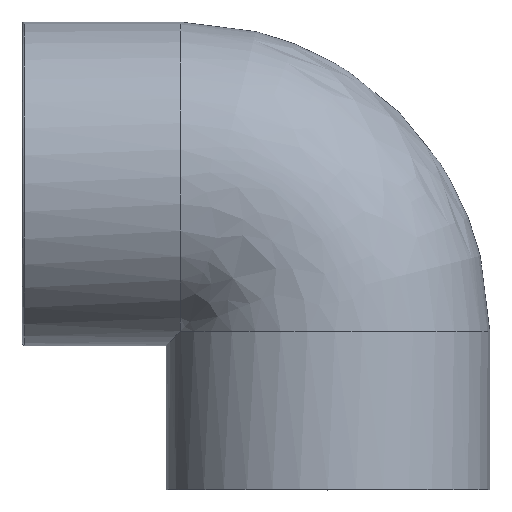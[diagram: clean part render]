
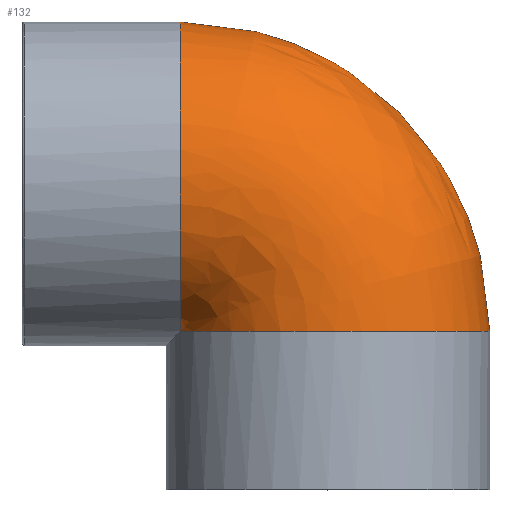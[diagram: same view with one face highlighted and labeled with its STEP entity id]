
A CAD part, top view. The second image highlights one B-rep face of the part: STEP entity #132.
In plain terms, the highlighted free-form (B-spline) face has degree [2, 2] with [9, 3] control points.
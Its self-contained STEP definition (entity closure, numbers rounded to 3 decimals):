
#16=(
BOUNDED_SURFACE()
B_SPLINE_SURFACE(2,2,((#226,#227,#228),(#229,#230,#231),(#232,#233,#234),
(#235,#236,#237),(#238,#239,#240),(#241,#242,#243),(#244,#245,#246),(#247,
#248,#249),(#250,#251,#252)),.UNSPECIFIED.,.F.,.F.,.F.)
B_SPLINE_SURFACE_WITH_KNOTS((3,2,2,2,3),(3,3),(-2.717,-1.358,
0.,1.358,2.717),(1.571,3.142),
 .UNSPECIFIED.)
GEOMETRIC_REPRESENTATION_ITEM()
RATIONAL_B_SPLINE_SURFACE(((1.,0.707,1.),(0.778,
0.55,0.778),(1.,0.707,1.),(0.778,
0.55,0.778),(1.,0.707,1.),(0.778,
0.55,0.778),(1.,0.707,1.),(0.778,
0.55,0.778),(1.,0.707,1.)))
REPRESENTATION_ITEM('')
SURFACE()
);
#40=FACE_OUTER_BOUND('',#56,.T.);
#56=EDGE_LOOP('',(#111,#112));
#73=CIRCLE('',#151,45.);
#74=CIRCLE('',#152,45.);
#84=VERTEX_POINT('',#253);
#85=VERTEX_POINT('',#254);
#95=EDGE_CURVE('',#84,#85,#73,.T.);
#96=EDGE_CURVE('',#85,#84,#74,.T.);
#111=ORIENTED_EDGE('',*,*,#95,.T.);
#112=ORIENTED_EDGE('',*,*,#96,.T.);
#132=ADVANCED_FACE('',(#40),#16,.F.);
#151=AXIS2_PLACEMENT_3D('',#255,#186,#187);
#152=AXIS2_PLACEMENT_3D('',#256,#188,#189);
#186=DIRECTION('center_axis',(1.,0.,0.));
#187=DIRECTION('ref_axis',(0.,0.,-1.));
#188=DIRECTION('center_axis',(0.,1.,0.));
#189=DIRECTION('ref_axis',(0.,0.,-1.));
#226=CARTESIAN_POINT('Ctrl Pts',(-41.,-41.,18.547));
#227=CARTESIAN_POINT('Ctrl Pts',(-41.,-41.,18.547));
#228=CARTESIAN_POINT('Ctrl Pts',(-41.,-41.,18.547));
#229=CARTESIAN_POINT('Ctrl Pts',(-41.,-26.026,51.648));
#230=CARTESIAN_POINT('Ctrl Pts',(-26.026,-26.026,51.648));
#231=CARTESIAN_POINT('Ctrl Pts',(-26.026,-41.,51.648));
#232=CARTESIAN_POINT('Ctrl Pts',(-41.,9.487,43.989));
#233=CARTESIAN_POINT('Ctrl Pts',(9.487,9.487,43.989));
#234=CARTESIAN_POINT('Ctrl Pts',(9.487,-41.,43.989));
#235=CARTESIAN_POINT('Ctrl Pts',(-41.,45.,36.33));
#236=CARTESIAN_POINT('Ctrl Pts',(45.,45.,36.33));
#237=CARTESIAN_POINT('Ctrl Pts',(45.,-41.,36.33));
#238=CARTESIAN_POINT('Ctrl Pts',(-41.,45.,0.));
#239=CARTESIAN_POINT('Ctrl Pts',(45.,45.,0.));
#240=CARTESIAN_POINT('Ctrl Pts',(45.,-41.,0.));
#241=CARTESIAN_POINT('Ctrl Pts',(-41.,45.,-36.33));
#242=CARTESIAN_POINT('Ctrl Pts',(45.,45.,-36.33));
#243=CARTESIAN_POINT('Ctrl Pts',(45.,-41.,-36.33));
#244=CARTESIAN_POINT('Ctrl Pts',(-41.,9.487,-43.989));
#245=CARTESIAN_POINT('Ctrl Pts',(9.487,9.487,-43.989));
#246=CARTESIAN_POINT('Ctrl Pts',(9.487,-41.,-43.989));
#247=CARTESIAN_POINT('Ctrl Pts',(-41.,-26.026,-51.648));
#248=CARTESIAN_POINT('Ctrl Pts',(-26.026,-26.026,-51.648));
#249=CARTESIAN_POINT('Ctrl Pts',(-26.026,-41.,-51.648));
#250=CARTESIAN_POINT('Ctrl Pts',(-41.,-41.,-18.547));
#251=CARTESIAN_POINT('Ctrl Pts',(-41.,-41.,-18.547));
#252=CARTESIAN_POINT('Ctrl Pts',(-41.,-41.,-18.547));
#253=CARTESIAN_POINT('',(-41.,-41.,-18.547));
#254=CARTESIAN_POINT('',(-41.,-41.,18.547));
#255=CARTESIAN_POINT('Origin',(-41.,0.,0.));
#256=CARTESIAN_POINT('Origin',(0.,-41.,0.));
